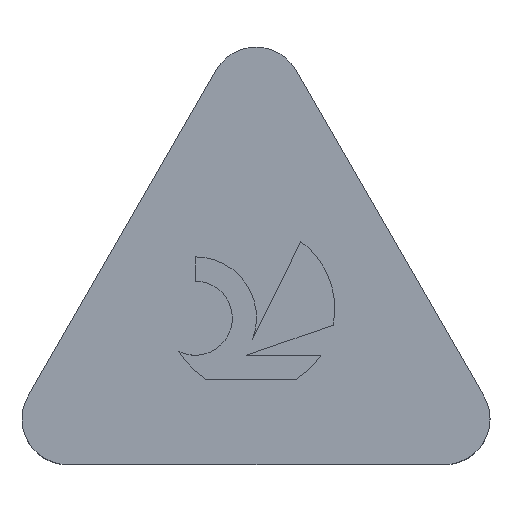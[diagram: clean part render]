
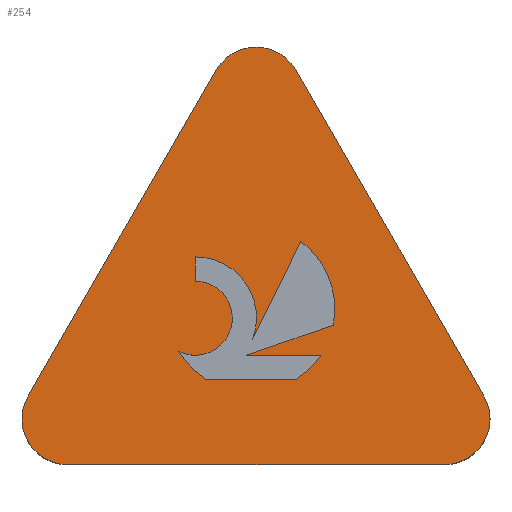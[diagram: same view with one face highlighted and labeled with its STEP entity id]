
A CAD part, top view. The second image highlights one B-rep face of the part: STEP entity #254.
In plain terms, the highlighted planar face has unit normal (0, 0, 1).
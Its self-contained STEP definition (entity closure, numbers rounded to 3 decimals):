
#130=EDGE_CURVE('',#282,#202,#358,.T.);
#146=EDGE_CURVE('',#296,#184,#375,.T.);
#152=EDGE_CURVE('',#326,#304,#382,.T.);
#154=VERTEX_POINT('',#384);
#168=EDGE_CURVE('',#250,#280,#400,.T.);
#174=EDGE_CURVE('',#224,#282,#406,.T.);
#176=EDGE_CURVE('',#304,#312,#408,.T.);
#184=VERTEX_POINT('',#417);
#186=VERTEX_POINT('',#419);
#190=VERTEX_POINT('',#423);
#200=EDGE_CURVE('',#184,#232,#434,.T.);
#202=VERTEX_POINT('',#436);
#220=EDGE_CURVE('',#186,#222,#456,.T.);
#222=VERTEX_POINT('',#458);
#224=VERTEX_POINT('',#460);
#228=EDGE_CURVE('',#330,#190,#464,.T.);
#232=VERTEX_POINT('',#469);
#234=EDGE_CURVE('',#232,#250,#471,.T.);
#250=VERTEX_POINT('',#489);
#254=ADVANCED_FACE('',(#493,#494),#495,.T.);
#258=EDGE_CURVE('',#340,#330,#500,.T.);
#268=EDGE_CURVE('',#312,#186,#510,.T.);
#274=EDGE_CURVE('',#154,#326,#517,.T.);
#276=EDGE_CURVE('',#280,#224,#519,.T.);
#280=VERTEX_POINT('',#523);
#282=VERTEX_POINT('',#525);
#286=EDGE_CURVE('',#202,#340,#530,.T.);
#296=VERTEX_POINT('',#542);
#304=VERTEX_POINT('',#550);
#312=VERTEX_POINT('',#559);
#318=EDGE_CURVE('',#190,#296,#566,.T.);
#324=EDGE_CURVE('',#222,#154,#572,.T.);
#326=VERTEX_POINT('',#574);
#330=VERTEX_POINT('',#579);
#340=VERTEX_POINT('',#589);
#358=CIRCLE('',#598,1.294);
#375=LINE('',#624,#625);
#382=LINE('',#635,#636);
#384=CARTESIAN_POINT('',(15.935,0.0,0.0));
#400=LINE('',#658,#659);
#406=CIRCLE('',#669,1.294);
#408=CIRCLE('',#672,1.6);
#417=CARTESIAN_POINT('',(9.029,3.828,0.0));
#419=CARTESIAN_POINT('',(1.386,2.4,0.0));
#423=CARTESIAN_POINT('',(10.923,7.807,0.0));
#434=LINE('',#706,#707);
#436=CARTESIAN_POINT('',(7.224,6.412,0.0));
#456=CIRCLE('',#737,1.6);
#458=CARTESIAN_POINT('',(2.771,0.0,0.0));
#460=CARTESIAN_POINT('',(6.653,3.961,0.0));
#464=LINE('',#748,#749);
#469=CARTESIAN_POINT('',(11.619,3.828,0.0));
#471=CIRCLE('',#757,2.932);
#489=CARTESIAN_POINT('',(10.775,2.993,0.0));
#493=FACE_BOUND('',#785,.T.);
#494=FACE_OUTER_BOUND('',#786,.T.);
#495=PLANE('',#787);
#500=CIRCLE('',#793,2.13);
#510=LINE('',#807,#808);
#517=CIRCLE('',#816,1.6);
#519=CIRCLE('',#819,2.932);
#523=CARTESIAN_POINT('',(7.58,2.993,0.0));
#525=CARTESIAN_POINT('',(7.811,6.275,0.0));
#530=LINE('',#831,#832);
#542=CARTESIAN_POINT('',(12.053,4.878,0.0));
#550=CARTESIAN_POINT('',(10.739,13.8,0.0));
#559=CARTESIAN_POINT('',(7.967,13.8,0.0));
#566=CIRCLE('',#878,2.932);
#572=LINE('',#889,#890);
#574=CARTESIAN_POINT('',(17.321,2.4,0.0));
#579=CARTESIAN_POINT('',(9.228,4.368,0.0));
#589=CARTESIAN_POINT('',(7.224,7.263,0.0));
#598=AXIS2_PLACEMENT_3D('',#913,#914,#915);
#624=CARTESIAN_POINT('',(9.417,3.962,0.0));
#625=VECTOR('',#933,1.0);
#635=CARTESIAN_POINT('',(17.321,2.4,0.0));
#636=VECTOR('',#943,1.0);
#658=CARTESIAN_POINT('',(8.467,2.993,0.0));
#659=VECTOR('',#964,1.0);
#669=AXIS2_PLACEMENT_3D('',#969,#970,#971);
#672=AXIS2_PLACEMENT_3D('',#972,#973,#974);
#706=CARTESIAN_POINT('',(10.486,3.828,0.0));
#707=VECTOR('',#1004,1.0);
#737=AXIS2_PLACEMENT_3D('',#1027,#1028,#1029);
#748=CARTESIAN_POINT('',(10.292,6.527,0.0));
#749=VECTOR('',#1031,1.0);
#757=AXIS2_PLACEMENT_3D('',#1040,#1041,#1042);
#785=EDGE_LOOP('',(#1068,#1069,#1070,#1071,#1072,#1073,#1074,#1075,#1076,#1077,#1078));
#786=EDGE_LOOP('',(#1079,#1080,#1081,#1082,#1083,#1084));
#787=AXIS2_PLACEMENT_3D('',#1085,#1086,#1087);
#793=AXIS2_PLACEMENT_3D('',#1096,#1097,#1098);
#807=CARTESIAN_POINT('',(7.967,13.8,0.0));
#808=VECTOR('',#1102,1.0);
#816=AXIS2_PLACEMENT_3D('',#1111,#1112,#1113);
#819=AXIS2_PLACEMENT_3D('',#1114,#1115,#1116);
#831=CARTESIAN_POINT('',(7.224,6.332,0.0));
#832=VECTOR('',#1125,1.0);
#878=AXIS2_PLACEMENT_3D('',#1167,#1168,#1169);
#889=CARTESIAN_POINT('',(2.771,0.0,0.0));
#890=VECTOR('',#1172,1.0);
#913=CARTESIAN_POINT('',(7.232,5.118,0.0));
#914=DIRECTION('',(0.0,0.0,1.0));
#915=DIRECTION('',(-0.447,-0.894,0.0));
#933=DIRECTION('',(-0.945,-0.328,0.0));
#943=DIRECTION('',(-0.5,0.866,0.0));
#964=DIRECTION('',(-1.0,0.0,0.0));
#969=CARTESIAN_POINT('',(7.232,5.118,0.0));
#970=DIRECTION('',(0.0,0.0,1.0));
#971=DIRECTION('',(-0.447,-0.894,0.0));
#972=CARTESIAN_POINT('',(9.353,13.,0.0));
#973=DIRECTION('',(0.0,-0.0,1.0));
#974=DIRECTION('',(0.866,0.5,0.0));
#1004=DIRECTION('',(1.0,0.0,0.0));
#1027=CARTESIAN_POINT('',(2.771,1.6,0.0));
#1028=DIRECTION('',(0.0,0.0,1.0));
#1029=DIRECTION('',(-0.866,0.5,0.0));
#1031=DIRECTION('',(0.442,0.897,-0.0));
#1040=CARTESIAN_POINT('',(9.178,5.451,0.0));
#1041=DIRECTION('',(0.0,-0.0,-1.0));
#1042=DIRECTION('',(0.545,-0.838,0.0));
#1068=ORIENTED_EDGE('',*,*,#286,.T.);
#1069=ORIENTED_EDGE('',*,*,#258,.T.);
#1070=ORIENTED_EDGE('',*,*,#228,.T.);
#1071=ORIENTED_EDGE('',*,*,#318,.T.);
#1072=ORIENTED_EDGE('',*,*,#146,.T.);
#1073=ORIENTED_EDGE('',*,*,#200,.T.);
#1074=ORIENTED_EDGE('',*,*,#234,.T.);
#1075=ORIENTED_EDGE('',*,*,#168,.T.);
#1076=ORIENTED_EDGE('',*,*,#276,.T.);
#1077=ORIENTED_EDGE('',*,*,#174,.T.);
#1078=ORIENTED_EDGE('',*,*,#130,.T.);
#1079=ORIENTED_EDGE('',*,*,#324,.T.);
#1080=ORIENTED_EDGE('',*,*,#274,.T.);
#1081=ORIENTED_EDGE('',*,*,#152,.T.);
#1082=ORIENTED_EDGE('',*,*,#176,.T.);
#1083=ORIENTED_EDGE('',*,*,#268,.T.);
#1084=ORIENTED_EDGE('',*,*,#220,.T.);
#1085=CARTESIAN_POINT('',(9.353,5.4,0.0));
#1086=DIRECTION('',(0.0,0.0,1.0));
#1087=DIRECTION('',(1.0,0.0,0.0));
#1096=CARTESIAN_POINT('',(7.24,5.134,0.0));
#1097=DIRECTION('',(0.0,-0.0,-1.0));
#1098=DIRECTION('',(0.933,-0.359,0.0));
#1102=DIRECTION('',(-0.5,-0.866,0.0));
#1111=CARTESIAN_POINT('',(15.935,1.6,0.0));
#1112=DIRECTION('',(0.0,0.0,1.0));
#1113=DIRECTION('',(0.,-1.0,0.0));
#1114=CARTESIAN_POINT('',(9.178,5.451,0.0));
#1115=DIRECTION('',(-0.0,0.0,-1.0));
#1116=DIRECTION('',(-0.861,-0.508,0.0));
#1125=DIRECTION('',(0.0,1.0,0.0));
#1167=CARTESIAN_POINT('',(9.178,5.451,0.0));
#1168=DIRECTION('',(0.0,-0.0,-1.0));
#1169=DIRECTION('',(0.981,-0.196,0.0));
#1172=DIRECTION('',(1.0,0.0,0.0));
